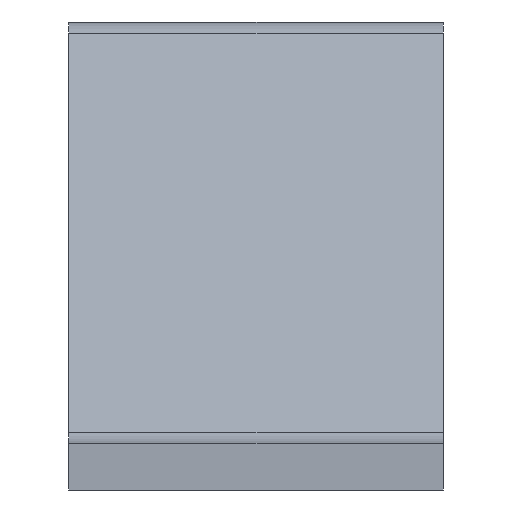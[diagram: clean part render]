
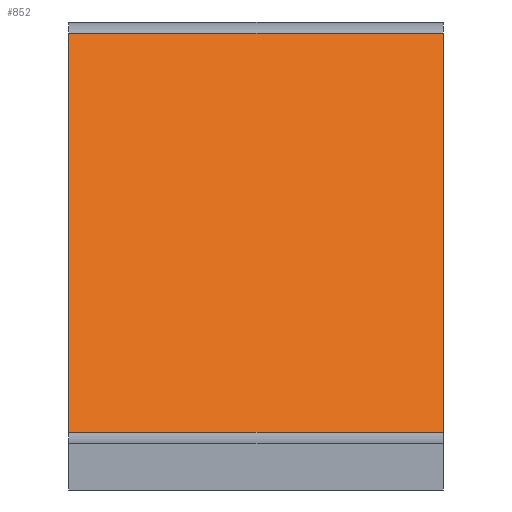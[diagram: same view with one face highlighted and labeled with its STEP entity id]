
A CAD part, left-side view. The second image highlights one B-rep face of the part: STEP entity #852.
In plain terms, the highlighted planar face has unit normal (-0.649, 0, 0.761).
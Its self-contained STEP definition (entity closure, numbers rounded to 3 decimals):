
#29=PLANE('',#934);
#59=FACE_OUTER_BOUND('',#108,.T.);
#108=EDGE_LOOP('',(#646,#647,#648,#649));
#168=LINE('',#1296,#256);
#183=LINE('',#1355,#271);
#184=LINE('',#1361,#272);
#186=LINE('',#1364,#274);
#256=VECTOR('',#1033,10.);
#271=VECTOR('',#1080,10.);
#272=VECTOR('',#1087,10.);
#274=VECTOR('',#1091,10.);
#384=VERTEX_POINT('',#1293);
#385=VERTEX_POINT('',#1295);
#413=VERTEX_POINT('',#1354);
#415=VERTEX_POINT('',#1359);
#473=EDGE_CURVE('',#384,#385,#168,.T.);
#503=EDGE_CURVE('',#385,#413,#183,.T.);
#506=EDGE_CURVE('',#415,#384,#184,.T.);
#508=EDGE_CURVE('',#415,#413,#186,.T.);
#646=ORIENTED_EDGE('',*,*,#503,.F.);
#647=ORIENTED_EDGE('',*,*,#473,.F.);
#648=ORIENTED_EDGE('',*,*,#506,.F.);
#649=ORIENTED_EDGE('',*,*,#508,.T.);
#852=ADVANCED_FACE('',(#59),#29,.T.);
#934=AXIS2_PLACEMENT_3D('',#1363,#1089,#1090);
#1033=DIRECTION('',(0.761,0.,0.649));
#1080=DIRECTION('',(0.,-1.,0.));
#1087=DIRECTION('',(0.,1.,0.));
#1089=DIRECTION('center_axis',(-0.649,0.,0.761));
#1090=DIRECTION('ref_axis',(0.761,0.,0.649));
#1091=DIRECTION('',(0.761,0.,0.649));
#1293=CARTESIAN_POINT('',(-81.226,20.,-9.402));
#1295=CARTESIAN_POINT('',(-56.24,20.,11.902));
#1296=CARTESIAN_POINT('',(-81.927,20.,-10.));
#1354=CARTESIAN_POINT('',(-56.24,0.,11.902));
#1355=CARTESIAN_POINT('',(-56.24,0.,11.902));
#1359=CARTESIAN_POINT('',(-81.226,0.,-9.402));
#1361=CARTESIAN_POINT('',(-81.226,0.,-9.402));
#1363=CARTESIAN_POINT('Origin',(-81.927,0.,-10.));
#1364=CARTESIAN_POINT('',(-81.927,0.,-10.));
